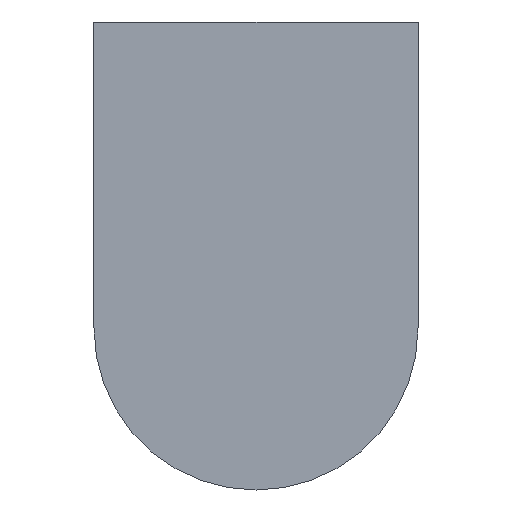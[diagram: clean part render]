
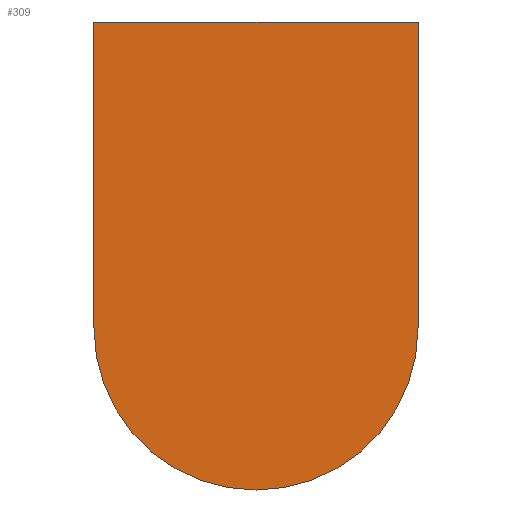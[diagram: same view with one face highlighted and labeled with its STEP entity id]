
A CAD part, front view. The second image highlights one B-rep face of the part: STEP entity #309.
In plain terms, the highlighted planar face has unit normal (0, -1, 0).
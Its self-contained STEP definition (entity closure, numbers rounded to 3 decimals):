
#32=PLANE('',#361);
#51=FACE_OUTER_BOUND('',#75,.T.);
#75=EDGE_LOOP('',(#266,#267,#268,#269));
#92=LINE('',#505,#118);
#96=LINE('',#513,#122);
#99=LINE('',#519,#125);
#118=VECTOR('',#424,10.);
#122=VECTOR('',#430,10.);
#125=VECTOR('',#435,10.);
#136=CIRCLE('',#358,40.);
#154=VERTEX_POINT('',#503);
#155=VERTEX_POINT('',#504);
#158=VERTEX_POINT('',#512);
#160=VERTEX_POINT('',#518);
#186=EDGE_CURVE('',#154,#155,#92,.T.);
#190=EDGE_CURVE('',#158,#154,#96,.T.);
#193=EDGE_CURVE('',#160,#158,#99,.T.);
#196=EDGE_CURVE('',#155,#160,#136,.T.);
#266=ORIENTED_EDGE('',*,*,#196,.F.);
#267=ORIENTED_EDGE('',*,*,#186,.F.);
#268=ORIENTED_EDGE('',*,*,#190,.F.);
#269=ORIENTED_EDGE('',*,*,#193,.F.);
#309=ADVANCED_FACE('',(#51),#32,.F.);
#358=AXIS2_PLACEMENT_3D('',#524,#440,#441);
#361=AXIS2_PLACEMENT_3D('',#527,#446,#447);
#424=DIRECTION('',(0.,0.,-1.));
#430=DIRECTION('',(1.,0.,0.));
#435=DIRECTION('',(0.,0.,1.));
#440=DIRECTION('center_axis',(0.,1.,0.));
#441=DIRECTION('ref_axis',(1.,0.,0.));
#446=DIRECTION('center_axis',(0.,1.,0.));
#447=DIRECTION('ref_axis',(0.,0.,1.));
#503=CARTESIAN_POINT('',(40.,0.,75.538));
#504=CARTESIAN_POINT('',(40.,0.,0.));
#505=CARTESIAN_POINT('',(40.,0.,75.538));
#512=CARTESIAN_POINT('',(-40.,0.,75.538));
#513=CARTESIAN_POINT('',(-40.,0.,75.538));
#518=CARTESIAN_POINT('',(-40.,0.,0.));
#519=CARTESIAN_POINT('',(-40.,0.,0.));
#524=CARTESIAN_POINT('Origin',(0.,0.,0.));
#527=CARTESIAN_POINT('Origin',(0.,0.,17.769));
